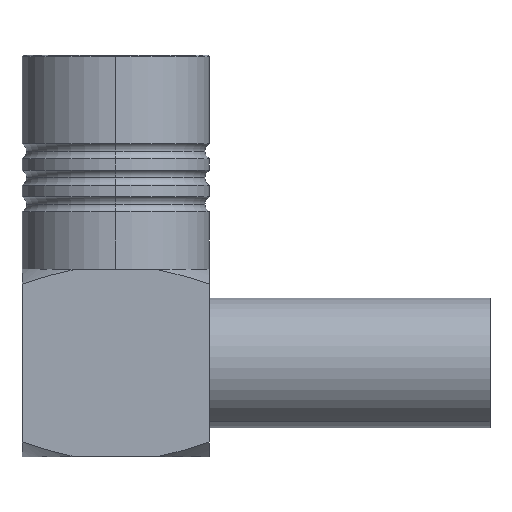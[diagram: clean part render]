
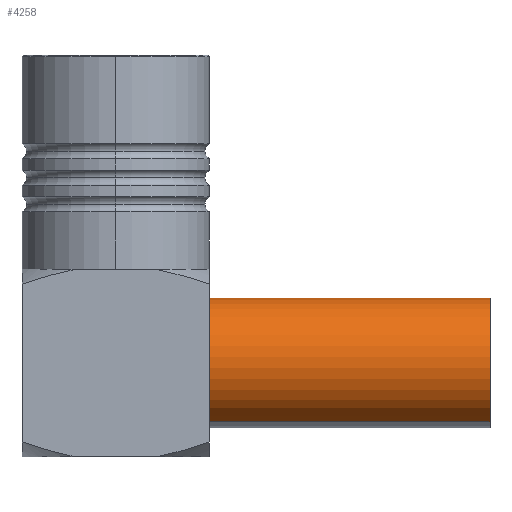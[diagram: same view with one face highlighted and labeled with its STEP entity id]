
A CAD part, left-side view. The second image highlights one B-rep face of the part: STEP entity #4258.
In plain terms, the highlighted cylindrical face has radius 2.2 mm (diameter 4.4 mm), a partial arc.
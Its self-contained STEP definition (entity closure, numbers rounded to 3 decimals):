
#33 = AXIS2_PLACEMENT_3D ( 'NONE', #2444, #3917, #3585 ) ;
#183 = CARTESIAN_POINT ( 'NONE',  ( -0.951, -3.175, -3.759 ) ) ;
#392 = CARTESIAN_POINT ( 'NONE',  ( 0.951, -12.675, 0.209 ) ) ;
#510 = VERTEX_POINT ( 'NONE', #183 ) ;
#567 = DIRECTION ( 'NONE',  ( 0., -1., 0. ) ) ;
#845 = AXIS2_PLACEMENT_3D ( 'NONE', #2068, #2502, #4720 ) ;
#954 = EDGE_CURVE ( 'NONE', #1675, #2470, #1000, .T. ) ;
#1000 = CIRCLE ( 'NONE', #845, 2.2 ) ;
#1259 = CARTESIAN_POINT ( 'NONE',  ( -0.951, -3.175, -3.759 ) ) ;
#1416 = VECTOR ( 'NONE', #2436, 1000. ) ;
#1616 = LINE ( 'NONE', #1259, #2236 ) ;
#1675 = VERTEX_POINT ( 'NONE', #3050 ) ;
#1731 = AXIS2_PLACEMENT_3D ( 'NONE', #4653, #2438, #3418 ) ;
#1942 = FACE_OUTER_BOUND ( 'NONE', #3802, .T. ) ;
#2068 = CARTESIAN_POINT ( 'NONE',  ( 0., -12.675, -1.775 ) ) ;
#2075 = CYLINDRICAL_SURFACE ( 'NONE', #1731, 2.2 ) ;
#2078 = CIRCLE ( 'NONE', #33, 2.2 ) ;
#2236 = VECTOR ( 'NONE', #567, 1000. ) ;
#2368 = CARTESIAN_POINT ( 'NONE',  ( 0.951, -3.175, 0.209 ) ) ;
#2436 = DIRECTION ( 'NONE',  ( 0., -1., 0. ) ) ;
#2438 = DIRECTION ( 'NONE',  ( 0., -1., 0. ) ) ;
#2444 = CARTESIAN_POINT ( 'NONE',  ( 0., -3.175, -1.775 ) ) ;
#2470 = VERTEX_POINT ( 'NONE', #392 ) ;
#2502 = DIRECTION ( 'NONE',  ( 0., 1., 0. ) ) ;
#2672 = ORIENTED_EDGE ( 'NONE', *, *, #954, .T. ) ;
#2912 = VERTEX_POINT ( 'NONE', #3718 ) ;
#2944 = ORIENTED_EDGE ( 'NONE', *, *, #4003, .F. ) ;
#3050 = CARTESIAN_POINT ( 'NONE',  ( -0.951, -12.675, -3.759 ) ) ;
#3086 = EDGE_CURVE ( 'NONE', #2912, #2470, #3524, .T. ) ;
#3418 = DIRECTION ( 'NONE',  ( 0.432, 0., 0.902 ) ) ;
#3524 = LINE ( 'NONE', #2368, #1416 ) ;
#3585 = DIRECTION ( 'NONE',  ( -0.432, 0., -0.902 ) ) ;
#3718 = CARTESIAN_POINT ( 'NONE',  ( 0.951, -3.175, 0.209 ) ) ;
#3802 = EDGE_LOOP ( 'NONE', ( #2944, #4319, #2672, #4068 ) ) ;
#3860 = EDGE_CURVE ( 'NONE', #510, #1675, #1616, .T. ) ;
#3917 = DIRECTION ( 'NONE',  ( 0., 1., 0. ) ) ;
#4003 = EDGE_CURVE ( 'NONE', #510, #2912, #2078, .T. ) ;
#4068 = ORIENTED_EDGE ( 'NONE', *, *, #3086, .F. ) ;
#4258 = ADVANCED_FACE ( 'NONE', ( #1942 ), #2075, .T. ) ;
#4319 = ORIENTED_EDGE ( 'NONE', *, *, #3860, .T. ) ;
#4653 = CARTESIAN_POINT ( 'NONE',  ( 0., -3.175, -1.775 ) ) ;
#4720 = DIRECTION ( 'NONE',  ( -0.432, 0., -0.902 ) ) ;
